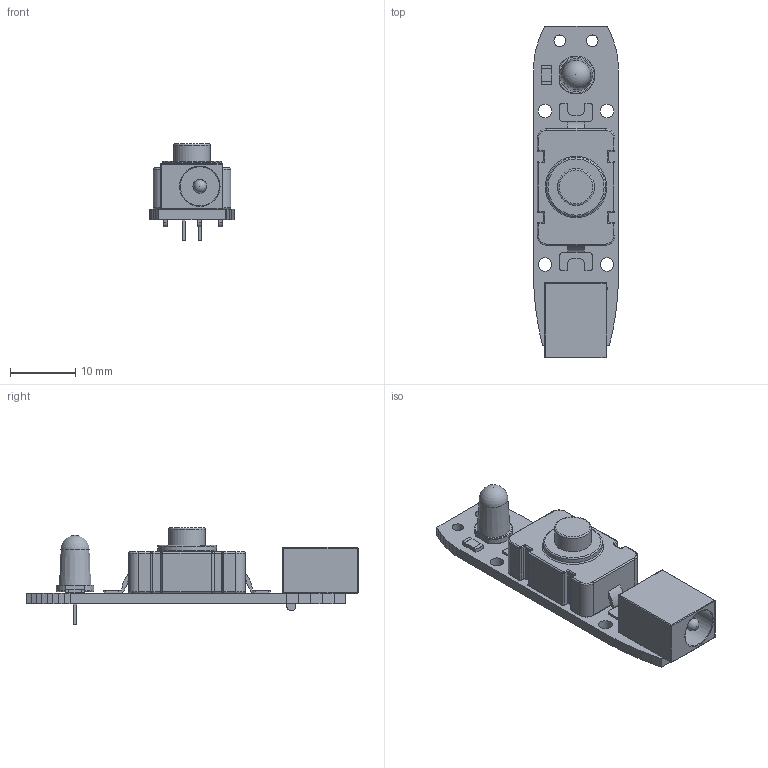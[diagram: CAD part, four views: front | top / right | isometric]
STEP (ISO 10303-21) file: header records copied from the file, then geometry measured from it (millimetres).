
FILE_DESCRIPTION(('for SolidWorks'),'2;1');
FILE_NAME('fs_switch_pcb_small_jack.step','2019-01-23T20:29:12',('fape8'),(''), 'Open CASCADE STEP processor 6.6','DipTrace','Unknown');
FILE_SCHEMA(('AUTOMOTIVE_DESIGN { 1 0 10303 214 1 1 1 1 }'));
Length unit declared in the file: millimetre
Products named in the file (6): PCB_fs_switch_pcb_small_jack; Board_fs_switch_pcb_small_jack; led-5r_blue; DC-044; res_1206; kan28_half
Assembly tree (5 placements, depth 2):
  PCB_fs_switch_pcb_small_jack
    Board_fs_switch_pcb_small_jack
    led-5r_blue
    DC-044
    res_1206
    kan28_half
Bounding box: 13 x 50.8 x 14.76 mm (x, y, z)
Volume: 1083 mm3; surface area: 3513.2 mm2
Topology: 3 solids, 10 shells, 453 faces, 1101 edges, 675 vertices
Faces by surface type: plane 241, cylinder 150, sphere 31, torus 30, cone 1
Full cylindrical faces by diameter (mm): 0.889 x2, 1 x2, 1.75 x2, 2 x1, 2.1 x6, 2.5 x1, 5.6 x1, 6 x1, 9 x1
Entity records: 16085 total; most frequent: CARTESIAN_POINT 2633, DIRECTION 2334, ORIENTED_EDGE 2198, EDGE_CURVE 1099, AXIS2_PLACEMENT_3D 780, LINE 774, VECTOR 774, VERTEX_POINT 675
